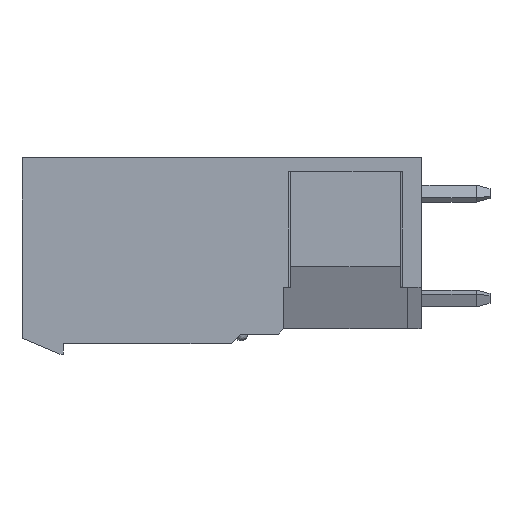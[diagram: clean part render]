
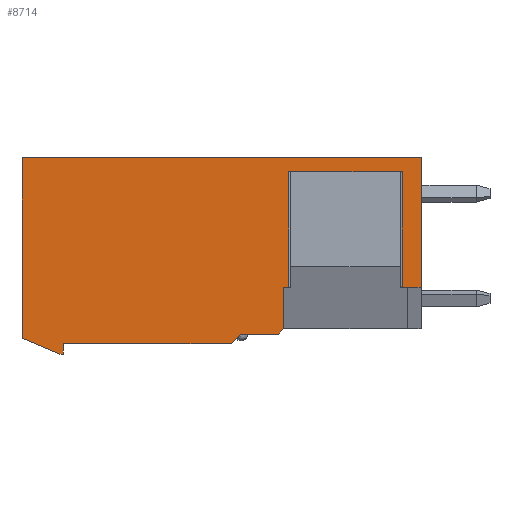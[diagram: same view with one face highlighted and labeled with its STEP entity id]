
A CAD part, left-side view. The second image highlights one B-rep face of the part: STEP entity #8714.
In plain terms, the highlighted free-form (B-spline) face has degree [1, 1] with [2, 2] control points.
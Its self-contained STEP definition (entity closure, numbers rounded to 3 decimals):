
#8073=CARTESIAN_POINT('',(-11.43,0.,0.));
#8074=VERTEX_POINT('',#8073);
#8080=CARTESIAN_POINT('',(-11.43,0.,-9.4));
#8081=VERTEX_POINT('',#8080);
#8082=CARTESIAN_POINT('',(-11.43,0.,0.));
#8083=CARTESIAN_POINT('',(-11.43,0.,-9.4));
#8084=B_SPLINE_CURVE_WITH_KNOTS('',1,(#8082,#8083),.POLYLINE_FORM.,.F.,.U.,(2,2),(0.,1.),.UNSPECIFIED.);
#8085=EDGE_CURVE('',#8074,#8081,#8084,.T.);
#8130=CARTESIAN_POINT('',(-11.43,10.4,-12.8));
#8131=VERTEX_POINT('',#8130);
#8137=CARTESIAN_POINT('',(-11.43,13.1,-12.8));
#8138=VERTEX_POINT('',#8137);
#8139=CARTESIAN_POINT('',(-11.43,10.4,-12.8));
#8140=CARTESIAN_POINT('',(-11.43,13.1,-12.8));
#8141=B_SPLINE_CURVE_WITH_KNOTS('',1,(#8139,#8140),.POLYLINE_FORM.,.F.,.U.,(2,2),(0.,1.),.UNSPECIFIED.);
#8142=EDGE_CURVE('',#8131,#8138,#8141,.T.);
#8248=CARTESIAN_POINT('',(-11.43,13.8,-13.5));
#8249=VERTEX_POINT('',#8248);
#8250=CARTESIAN_POINT('',(-11.43,13.1,-12.8));
#8251=CARTESIAN_POINT('',(-11.43,13.8,-13.5));
#8252=B_SPLINE_CURVE_WITH_KNOTS('',1,(#8250,#8251),.POLYLINE_FORM.,.F.,.U.,(2,2),(0.,1.),.UNSPECIFIED.);
#8253=EDGE_CURVE('',#8138,#8249,#8252,.T.);
#8372=CARTESIAN_POINT('',(-11.43,29.,0.));
#8373=VERTEX_POINT('',#8372);
#8379=CARTESIAN_POINT('',(-11.43,29.,0.));
#8380=CARTESIAN_POINT('',(-11.43,0.,0.));
#8381=B_SPLINE_CURVE_WITH_KNOTS('',1,(#8379,#8380),.POLYLINE_FORM.,.F.,.U.,(2,2),(0.,1.),.UNSPECIFIED.);
#8382=EDGE_CURVE('',#8373,#8074,#8381,.T.);
#8524=CARTESIAN_POINT('',(-11.43,10.,-12.4));
#8525=VERTEX_POINT('',#8524);
#8531=CARTESIAN_POINT('',(-11.43,10.,-12.4));
#8532=CARTESIAN_POINT('',(-11.43,10.4,-12.8));
#8533=B_SPLINE_CURVE_WITH_KNOTS('',1,(#8531,#8532),.POLYLINE_FORM.,.F.,.U.,(2,2),(0.,1.),.UNSPECIFIED.);
#8534=EDGE_CURVE('',#8525,#8131,#8533,.T.);
#8612=CARTESIAN_POINT('',(-11.43,10.,-9.4));
#8613=VERTEX_POINT('',#8612);
#8619=CARTESIAN_POINT('',(-11.43,10.,-9.4));
#8620=CARTESIAN_POINT('',(-11.43,10.,-12.4));
#8621=B_SPLINE_CURVE_WITH_KNOTS('',1,(#8619,#8620),.POLYLINE_FORM.,.F.,.U.,(2,2),(0.,1.),.UNSPECIFIED.);
#8622=EDGE_CURVE('',#8613,#8525,#8621,.T.);
#8628=CARTESIAN_POINT('',(-11.43,48.468,48.468));
#8629=CARTESIAN_POINT('',(-11.43,-48.468,48.468));
#8630=CARTESIAN_POINT('',(-11.43,48.468,-48.468));
#8631=CARTESIAN_POINT('',(-11.43,-48.468,-48.468));
#8632=B_SPLINE_SURFACE_WITH_KNOTS('',1,1,((#8628,#8629),(#8630,#8631)),.PLANE_SURF.,.F.,.F.,.U.,(2,2),(2,2),(0.,1.),(0.,1.),.UNSPECIFIED.);
#8633=CARTESIAN_POINT('',(-11.43,9.623,-1.));
#8634=VERTEX_POINT('',#8633);
#8635=CARTESIAN_POINT('',(-11.43,1.377,-1.));
#8636=VERTEX_POINT('',#8635);
#8637=CARTESIAN_POINT('',(-11.43,9.623,-1.));
#8638=CARTESIAN_POINT('',(-11.43,1.377,-1.));
#8639=B_SPLINE_CURVE_WITH_KNOTS('',1,(#8637,#8638),.POLYLINE_FORM.,.F.,.U.,(2,2),(0.,1.),.UNSPECIFIED.);
#8640=EDGE_CURVE('',#8634,#8636,#8639,.T.);
#8641=ORIENTED_EDGE('',*,*,#8640,.T.);
#8642=CARTESIAN_POINT('',(-11.43,1.377,-9.4));
#8643=VERTEX_POINT('',#8642);
#8644=CARTESIAN_POINT('',(-11.43,1.377,-1.));
#8645=CARTESIAN_POINT('',(-11.43,1.377,-9.4));
#8646=B_SPLINE_CURVE_WITH_KNOTS('',1,(#8644,#8645),.POLYLINE_FORM.,.F.,.U.,(2,2),(0.,1.),.UNSPECIFIED.);
#8647=EDGE_CURVE('',#8636,#8643,#8646,.T.);
#8648=ORIENTED_EDGE('',*,*,#8647,.T.);
#8649=CARTESIAN_POINT('',(-11.43,1.,-9.4));
#8650=VERTEX_POINT('',#8649);
#8651=CARTESIAN_POINT('',(-11.43,1.377,-9.4));
#8652=CARTESIAN_POINT('',(-11.43,1.,-9.4));
#8653=B_SPLINE_CURVE_WITH_KNOTS('',1,(#8651,#8652),.POLYLINE_FORM.,.F.,.U.,(2,2),(0.,1.),.UNSPECIFIED.);
#8654=EDGE_CURVE('',#8643,#8650,#8653,.T.);
#8655=ORIENTED_EDGE('',*,*,#8654,.T.);
#8656=CARTESIAN_POINT('',(-11.43,1.,-9.4));
#8657=CARTESIAN_POINT('',(-11.43,0.,-9.4));
#8658=B_SPLINE_CURVE_WITH_KNOTS('',1,(#8656,#8657),.POLYLINE_FORM.,.F.,.U.,(2,2),(0.,1.),.UNSPECIFIED.);
#8659=EDGE_CURVE('',#8650,#8081,#8658,.T.);
#8660=ORIENTED_EDGE('',*,*,#8659,.T.);
#8661=ORIENTED_EDGE('',*,*,#8085,.F.);
#8662=ORIENTED_EDGE('',*,*,#8382,.F.);
#8663=CARTESIAN_POINT('',(-11.43,29.,-13.1));
#8664=VERTEX_POINT('',#8663);
#8665=CARTESIAN_POINT('',(-11.43,29.,0.));
#8666=CARTESIAN_POINT('',(-11.43,29.,-13.1));
#8667=B_SPLINE_CURVE_WITH_KNOTS('',1,(#8665,#8666),.POLYLINE_FORM.,.F.,.U.,(2,2),(0.,1.),.UNSPECIFIED.);
#8668=EDGE_CURVE('',#8373,#8664,#8667,.T.);
#8669=ORIENTED_EDGE('',*,*,#8668,.T.);
#8670=CARTESIAN_POINT('',(-11.43,26.25,-14.25));
#8671=VERTEX_POINT('',#8670);
#8672=CARTESIAN_POINT('',(-11.43,29.,-13.1));
#8673=CARTESIAN_POINT('',(-11.43,26.25,-14.25));
#8674=B_SPLINE_CURVE_WITH_KNOTS('',1,(#8672,#8673),.POLYLINE_FORM.,.F.,.U.,(2,2),(0.,1.),.UNSPECIFIED.);
#8675=EDGE_CURVE('',#8664,#8671,#8674,.T.);
#8676=ORIENTED_EDGE('',*,*,#8675,.T.);
#8677=CARTESIAN_POINT('',(-11.43,26.,-14.25));
#8678=VERTEX_POINT('',#8677);
#8679=CARTESIAN_POINT('',(-11.43,26.25,-14.25));
#8680=CARTESIAN_POINT('',(-11.43,26.,-14.25));
#8681=B_SPLINE_CURVE_WITH_KNOTS('',1,(#8679,#8680),.POLYLINE_FORM.,.F.,.U.,(2,2),(0.,1.),.UNSPECIFIED.);
#8682=EDGE_CURVE('',#8671,#8678,#8681,.T.);
#8683=ORIENTED_EDGE('',*,*,#8682,.T.);
#8684=CARTESIAN_POINT('',(-11.43,26.,-13.5));
#8685=VERTEX_POINT('',#8684);
#8686=CARTESIAN_POINT('',(-11.43,26.,-14.25));
#8687=CARTESIAN_POINT('',(-11.43,26.,-13.5));
#8688=B_SPLINE_CURVE_WITH_KNOTS('',1,(#8686,#8687),.POLYLINE_FORM.,.F.,.U.,(2,2),(0.,1.),.UNSPECIFIED.);
#8689=EDGE_CURVE('',#8678,#8685,#8688,.T.);
#8690=ORIENTED_EDGE('',*,*,#8689,.T.);
#8691=CARTESIAN_POINT('',(-11.43,26.,-13.5));
#8692=CARTESIAN_POINT('',(-11.43,13.8,-13.5));
#8693=B_SPLINE_CURVE_WITH_KNOTS('',1,(#8691,#8692),.POLYLINE_FORM.,.F.,.U.,(2,2),(0.,1.),.UNSPECIFIED.);
#8694=EDGE_CURVE('',#8685,#8249,#8693,.T.);
#8695=ORIENTED_EDGE('',*,*,#8694,.T.);
#8696=ORIENTED_EDGE('',*,*,#8253,.F.);
#8697=ORIENTED_EDGE('',*,*,#8142,.F.);
#8698=ORIENTED_EDGE('',*,*,#8534,.F.);
#8699=ORIENTED_EDGE('',*,*,#8622,.F.);
#8700=CARTESIAN_POINT('',(-11.43,9.623,-9.4));
#8701=VERTEX_POINT('',#8700);
#8702=CARTESIAN_POINT('',(-11.43,10.,-9.4));
#8703=CARTESIAN_POINT('',(-11.43,9.623,-9.4));
#8704=B_SPLINE_CURVE_WITH_KNOTS('',1,(#8702,#8703),.POLYLINE_FORM.,.F.,.U.,(2,2),(0.,1.),.UNSPECIFIED.);
#8705=EDGE_CURVE('',#8613,#8701,#8704,.T.);
#8706=ORIENTED_EDGE('',*,*,#8705,.T.);
#8707=CARTESIAN_POINT('',(-11.43,9.623,-9.4));
#8708=CARTESIAN_POINT('',(-11.43,9.623,-1.));
#8709=B_SPLINE_CURVE_WITH_KNOTS('',1,(#8707,#8708),.POLYLINE_FORM.,.F.,.U.,(2,2),(0.,1.),.UNSPECIFIED.);
#8710=EDGE_CURVE('',#8701,#8634,#8709,.T.);
#8711=ORIENTED_EDGE('',*,*,#8710,.T.);
#8712=EDGE_LOOP('',(#8641,#8648,#8655,#8660,#8661,#8662,#8669,#8676,#8683,#8690,#8695,#8696,#8697,#8698,#8699,#8706,#8711));
#8713=FACE_OUTER_BOUND('',#8712,.T.);
#8714=ADVANCED_FACE('',(#8713),#8632,.T.);
